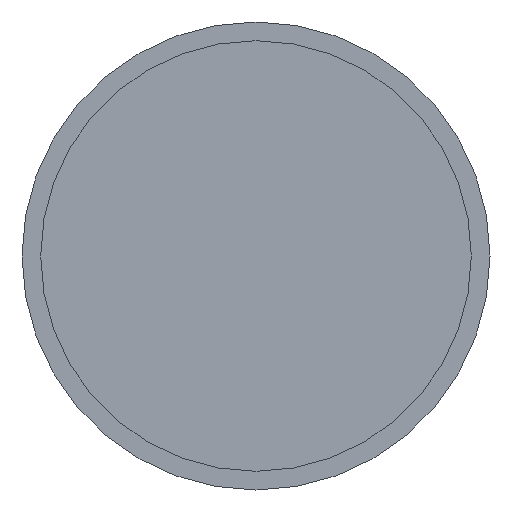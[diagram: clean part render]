
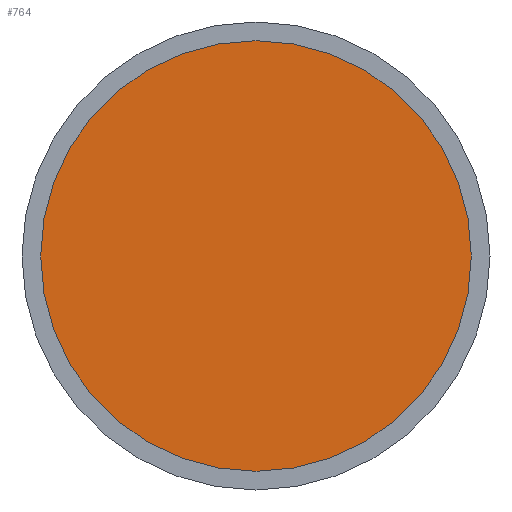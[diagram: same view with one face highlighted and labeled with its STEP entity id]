
A CAD part, front view. The second image highlights one B-rep face of the part: STEP entity #764.
In plain terms, the highlighted planar face has unit normal (0, -1, 0).
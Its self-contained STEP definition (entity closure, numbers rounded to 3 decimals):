
#1 = AXIS2_PLACEMENT_3D ( 'NONE', #628, #777, #130 ) ;
#34 = VERTEX_POINT ( 'NONE', #1656 ) ;
#91 = FACE_OUTER_BOUND ( 'NONE', #167, .T. ) ;
#112 = DIRECTION ( 'NONE',  ( 1., 0., 0. ) ) ;
#130 = DIRECTION ( 'NONE',  ( -1., 0., 0. ) ) ;
#167 = EDGE_LOOP ( 'NONE', ( #996, #1590 ) ) ;
#248 = CARTESIAN_POINT ( 'NONE',  ( 0., 0., 0. ) ) ;
#493 = CARTESIAN_POINT ( 'NONE',  ( -23., 0., 0. ) ) ;
#628 = CARTESIAN_POINT ( 'NONE',  ( 0., 0., 0. ) ) ;
#660 = CIRCLE ( 'NONE', #1430, 23. ) ;
#672 = AXIS2_PLACEMENT_3D ( 'NONE', #248, #1154, #758 ) ;
#713 = EDGE_CURVE ( 'NONE', #34, #1096, #660, .T. ) ;
#758 = DIRECTION ( 'NONE',  ( 1., 0., 0. ) ) ;
#764 = ADVANCED_FACE ( 'NONE', ( #91 ), #1299, .F. ) ;
#777 = DIRECTION ( 'NONE',  ( 0., 1., 0. ) ) ;
#807 = EDGE_CURVE ( 'NONE', #1096, #34, #1021, .T. ) ;
#996 = ORIENTED_EDGE ( 'NONE', *, *, #713, .T. ) ;
#1021 = CIRCLE ( 'NONE', #672, 23. ) ;
#1096 = VERTEX_POINT ( 'NONE', #493 ) ;
#1154 = DIRECTION ( 'NONE',  ( 0., -1., 0. ) ) ;
#1283 = DIRECTION ( 'NONE',  ( 0., -1., 0. ) ) ;
#1299 = PLANE ( 'NONE',  #1 ) ;
#1412 = CARTESIAN_POINT ( 'NONE',  ( 0., 0., 0. ) ) ;
#1430 = AXIS2_PLACEMENT_3D ( 'NONE', #1412, #1283, #112 ) ;
#1590 = ORIENTED_EDGE ( 'NONE', *, *, #807, .T. ) ;
#1656 = CARTESIAN_POINT ( 'NONE',  ( 23., 0., 0. ) ) ;
